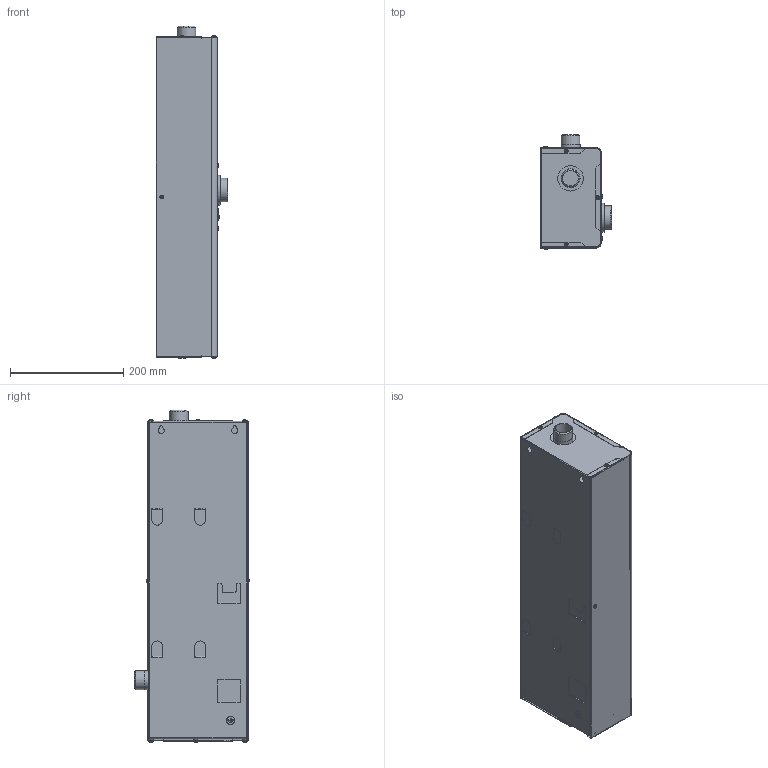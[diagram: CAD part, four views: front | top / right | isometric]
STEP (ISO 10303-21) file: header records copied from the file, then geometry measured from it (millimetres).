
FILE_DESCRIPTION(('STEP AP203'), '1');
FILE_NAME('橡栳铕 铗铒栩咫 Warmos START (暑祜囫 3D)', '2024-04-18T08:37:18', (''), (''), 'C3D Converter', 'C3D Toolkit', '');
FILE_SCHEMA(('CONFIG_CONTROL_DESIGN'));
Length unit declared in the file: millimetre
Products named in the file (1): ЛИТЯ.681936.068-20 СБ
Bounding box: 126.65 x 203.03 x 586.1 mm (x, y, z)
Volume: 9582954.8 mm3; surface area: 1031874.6 mm2
Topology: 1 solids, 1 shells, 2443 faces, 6828 edges, 4480 vertices
Faces by surface type: plane 1185, cylinder 1131, bspline 88, torus 21, sphere 11, cone 7
Full cylindrical faces by diameter (mm): 1.716 x1, 2.35 x3, 2.459 x1, 2.481 x1, 3 x2, 3.5 x9, 4 x7, 4.1 x3, 4.2 x4, 4.5 x5, 7 x9, 8 x2, 12.8 x1, 21 x1, 27.1 x2, 30 x1, 33.249 x2, 33.5 x2, 38 x1, 39 x1, 41.5 x1, 43.5 x1, 45 x2
Entity records: 101502 total; most frequent: CARTESIAN_POINT 17452, DIRECTION 13759, ORIENTED_EDGE 13460, EDGE_CURVE 6730, AXIS2_PLACEMENT_3D 4807, VERTEX_POINT 4480, LINE 4145, VECTOR 4145
